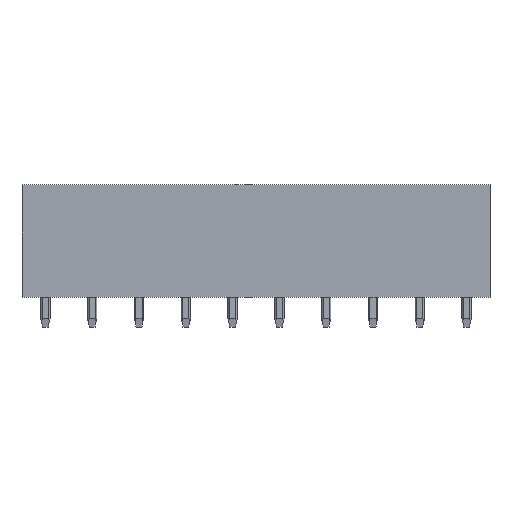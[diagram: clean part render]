
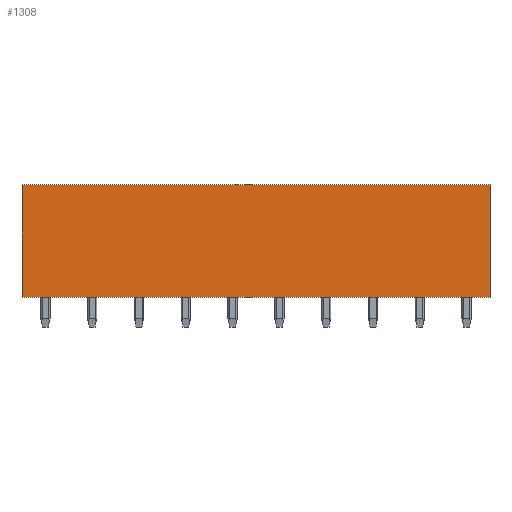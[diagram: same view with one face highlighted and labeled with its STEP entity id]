
A CAD part, front view. The second image highlights one B-rep face of the part: STEP entity #1308.
In plain terms, the highlighted planar face has unit normal (0, -1, 0).
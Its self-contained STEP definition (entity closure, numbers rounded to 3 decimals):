
#1288=AXIS2_PLACEMENT_3D('Plane Axis2P3D',#1285,#1286,#1287) ;
#886=CARTESIAN_POINT('Vertex',(50.,0.,15.2)) ;
#889=CARTESIAN_POINT('Line Origine',(50.,0.,9.2)) ;
#893=CARTESIAN_POINT('Vertex',(50.,0.,3.2)) ;
#1270=CARTESIAN_POINT('Vertex',(0.,0.,15.2)) ;
#1273=CARTESIAN_POINT('Line Origine',(25.,0.,15.2)) ;
#1285=CARTESIAN_POINT('Axis2P3D Location',(0.,0.,3.2)) ;
#1290=CARTESIAN_POINT('Line Origine',(0.,0.,9.2)) ;
#1294=CARTESIAN_POINT('Vertex',(0.,0.,3.2)) ;
#1297=CARTESIAN_POINT('Line Origine',(25.,0.,3.2)) ;
#890=DIRECTION('Vector Direction',(0.,0.,1.)) ;
#1274=DIRECTION('Vector Direction',(1.,0.,0.)) ;
#1286=DIRECTION('Axis2P3D Direction',(0.,1.,0.)) ;
#1287=DIRECTION('Axis2P3D XDirection',(0.,0.,1.)) ;
#1291=DIRECTION('Vector Direction',(0.,0.,1.)) ;
#1298=DIRECTION('Vector Direction',(1.,0.,0.)) ;
#891=VECTOR('Line Direction',#890,1.) ;
#1275=VECTOR('Line Direction',#1274,1.) ;
#1292=VECTOR('Line Direction',#1291,1.) ;
#1299=VECTOR('Line Direction',#1298,1.) ;
#1303=ORIENTED_EDGE('',*,*,#895,.T.) ;
#1304=ORIENTED_EDGE('',*,*,#1277,.F.) ;
#1305=ORIENTED_EDGE('',*,*,#1296,.F.) ;
#1306=ORIENTED_EDGE('',*,*,#1301,.T.) ;
#1308=ADVANCED_FACE('Housing',(#1307),#1289,.F.) ;
#895=EDGE_CURVE('',#894,#887,#892,.T.) ;
#1277=EDGE_CURVE('',#1271,#887,#1276,.T.) ;
#1296=EDGE_CURVE('',#1295,#1271,#1293,.T.) ;
#1301=EDGE_CURVE('',#1295,#894,#1300,.T.) ;
#1302=EDGE_LOOP('',(#1303,#1304,#1305,#1306)) ;
#1307=FACE_OUTER_BOUND('',#1302,.T.) ;
#892=LINE('Line',#889,#891) ;
#1276=LINE('Line',#1273,#1275) ;
#1293=LINE('Line',#1290,#1292) ;
#1300=LINE('Line',#1297,#1299) ;
#1289=PLANE('',#1288) ;
#887=VERTEX_POINT('',#886) ;
#894=VERTEX_POINT('',#893) ;
#1271=VERTEX_POINT('',#1270) ;
#1295=VERTEX_POINT('',#1294) ;
